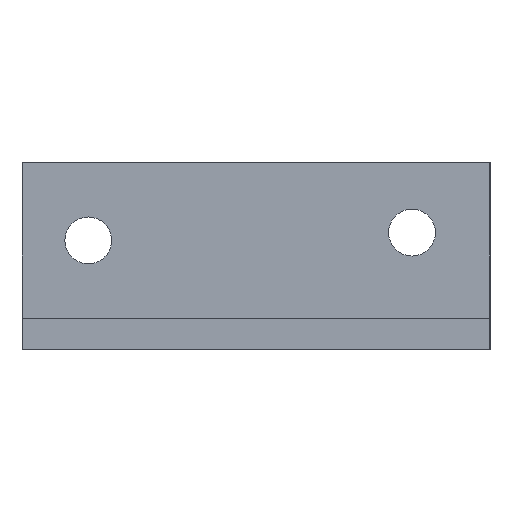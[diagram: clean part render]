
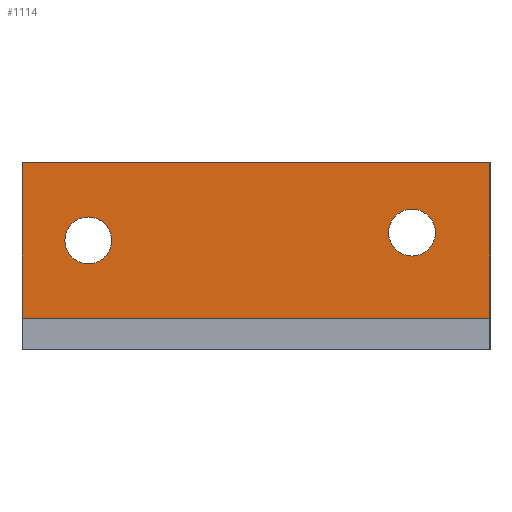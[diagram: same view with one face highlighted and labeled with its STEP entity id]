
A CAD part, left-side view. The second image highlights one B-rep face of the part: STEP entity #1114.
In plain terms, the highlighted planar face has unit normal (-1, 0, 0).
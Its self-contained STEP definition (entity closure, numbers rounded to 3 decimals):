
#94 = PLANE('',#95);
#95 = AXIS2_PLACEMENT_3D('',#96,#97,#98);
#96 = CARTESIAN_POINT('',(-65.,0.,4.));
#97 = DIRECTION('',(0.,0.,1.));
#98 = DIRECTION('',(-1.,0.,0.));
#142 = VERTEX_POINT('',#143);
#143 = CARTESIAN_POINT('',(-65.,0.,4.));
#157 = PLANE('',#158);
#158 = AXIS2_PLACEMENT_3D('',#159,#160,#161);
#159 = CARTESIAN_POINT('',(85.1,0.,0.));
#160 = DIRECTION('',(0.,-1.,0.));
#161 = DIRECTION('',(-1.,0.,0.));
#169 = EDGE_CURVE('',#142,#170,#172,.T.);
#170 = VERTEX_POINT('',#171);
#171 = CARTESIAN_POINT('',(-65.,60.,4.));
#172 = SURFACE_CURVE('',#173,(#177,#184),.PCURVE_S1.);
#173 = LINE('',#174,#175);
#174 = CARTESIAN_POINT('',(-65.,0.,4.));
#175 = VECTOR('',#176,1.);
#176 = DIRECTION('',(0.,1.,0.));
#177 = PCURVE('',#94,#178);
#178 = DEFINITIONAL_REPRESENTATION('',(#179),#183);
#179 = LINE('',#180,#181);
#180 = CARTESIAN_POINT('',(0.,0.));
#181 = VECTOR('',#182,1.);
#182 = DIRECTION('',(0.,-1.));
#183 = ( GEOMETRIC_REPRESENTATION_CONTEXT(2) 
PARAMETRIC_REPRESENTATION_CONTEXT() REPRESENTATION_CONTEXT('2D SPACE',''
  ) );
#184 = PCURVE('',#185,#190);
#185 = PLANE('',#186);
#186 = AXIS2_PLACEMENT_3D('',#187,#188,#189);
#187 = CARTESIAN_POINT('',(-65.,0.,25.));
#188 = DIRECTION('',(-1.,0.,0.));
#189 = DIRECTION('',(0.,0.,-1.));
#190 = DEFINITIONAL_REPRESENTATION('',(#191),#195);
#191 = LINE('',#192,#193);
#192 = CARTESIAN_POINT('',(21.,0.));
#193 = VECTOR('',#194,1.);
#194 = DIRECTION('',(0.,-1.));
#195 = ( GEOMETRIC_REPRESENTATION_CONTEXT(2) 
PARAMETRIC_REPRESENTATION_CONTEXT() REPRESENTATION_CONTEXT('2D SPACE',''
  ) );
#210 = PLANE('',#211);
#211 = AXIS2_PLACEMENT_3D('',#212,#213,#214);
#212 = CARTESIAN_POINT('',(-85.1,60.,0.));
#213 = DIRECTION('',(0.,1.,0.));
#214 = DIRECTION('',(1.,0.,0.));
#994 = VERTEX_POINT('',#995);
#995 = CARTESIAN_POINT('',(-65.,0.,24.));
#1009 = PLANE('',#1010);
#1010 = AXIS2_PLACEMENT_3D('',#1011,#1012,#1013);
#1011 = CARTESIAN_POINT('',(-61.,20.,24.));
#1012 = DIRECTION('',(0.,0.,1.));
#1013 = DIRECTION('',(1.,0.,0.));
#1021 = EDGE_CURVE('',#994,#142,#1022,.T.);
#1022 = SURFACE_CURVE('',#1023,(#1027,#1034),.PCURVE_S1.);
#1023 = LINE('',#1024,#1025);
#1024 = CARTESIAN_POINT('',(-65.,0.,25.));
#1025 = VECTOR('',#1026,1.);
#1026 = DIRECTION('',(0.,0.,-1.));
#1027 = PCURVE('',#157,#1028);
#1028 = DEFINITIONAL_REPRESENTATION('',(#1029),#1033);
#1029 = LINE('',#1030,#1031);
#1030 = CARTESIAN_POINT('',(150.1,-25.));
#1031 = VECTOR('',#1032,1.);
#1032 = DIRECTION('',(0.,1.));
#1033 = ( GEOMETRIC_REPRESENTATION_CONTEXT(2) 
PARAMETRIC_REPRESENTATION_CONTEXT() REPRESENTATION_CONTEXT('2D SPACE',''
  ) );
#1034 = PCURVE('',#185,#1035);
#1035 = DEFINITIONAL_REPRESENTATION('',(#1036),#1040);
#1036 = LINE('',#1037,#1038);
#1037 = CARTESIAN_POINT('',(0.,0.));
#1038 = VECTOR('',#1039,1.);
#1039 = DIRECTION('',(1.,0.));
#1040 = ( GEOMETRIC_REPRESENTATION_CONTEXT(2) 
PARAMETRIC_REPRESENTATION_CONTEXT() REPRESENTATION_CONTEXT('2D SPACE',''
  ) );
#1048 = EDGE_CURVE('',#170,#1049,#1051,.T.);
#1049 = VERTEX_POINT('',#1050);
#1050 = CARTESIAN_POINT('',(-65.,60.,24.));
#1051 = SURFACE_CURVE('',#1052,(#1056,#1062),.PCURVE_S1.);
#1052 = LINE('',#1053,#1054);
#1053 = CARTESIAN_POINT('',(-65.,60.,12.5));
#1054 = VECTOR('',#1055,1.);
#1055 = DIRECTION('',(0.,0.,1.));
#1056 = PCURVE('',#210,#1057);
#1057 = DEFINITIONAL_REPRESENTATION('',(#1058),#1061);
#1058 = B_SPLINE_CURVE_WITH_KNOTS('',1,(#1059,#1060),.UNSPECIFIED.,.F.,
  .F.,(2,2),(-8.5,11.5),.PIECEWISE_BEZIER_KNOTS.);
#1059 = CARTESIAN_POINT('',(20.1,-4.));
#1060 = CARTESIAN_POINT('',(20.1,-24.));
#1061 = ( GEOMETRIC_REPRESENTATION_CONTEXT(2) 
PARAMETRIC_REPRESENTATION_CONTEXT() REPRESENTATION_CONTEXT('2D SPACE',''
  ) );
#1062 = PCURVE('',#185,#1063);
#1063 = DEFINITIONAL_REPRESENTATION('',(#1064),#1067);
#1064 = B_SPLINE_CURVE_WITH_KNOTS('',1,(#1065,#1066),.UNSPECIFIED.,.F.,
  .F.,(2,2),(-8.5,11.5),.PIECEWISE_BEZIER_KNOTS.);
#1065 = CARTESIAN_POINT('',(21.,-60.));
#1066 = CARTESIAN_POINT('',(1.,-60.));
#1067 = ( GEOMETRIC_REPRESENTATION_CONTEXT(2) 
PARAMETRIC_REPRESENTATION_CONTEXT() REPRESENTATION_CONTEXT('2D SPACE',''
  ) );
#1114 = ADVANCED_FACE('',(#1115,#1150,#1185),#185,.T.);
#1115 = FACE_BOUND('',#1116,.T.);
#1116 = EDGE_LOOP('',(#1117));
#1117 = ORIENTED_EDGE('',*,*,#1118,.T.);
#1118 = EDGE_CURVE('',#1119,#1119,#1121,.T.);
#1119 = VERTEX_POINT('',#1120);
#1120 = CARTESIAN_POINT('',(-65.,13.,15.));
#1121 = SURFACE_CURVE('',#1122,(#1127,#1138),.PCURVE_S1.);
#1122 = CIRCLE('',#1123,3.);
#1123 = AXIS2_PLACEMENT_3D('',#1124,#1125,#1126);
#1124 = CARTESIAN_POINT('',(-65.,10.,15.));
#1125 = DIRECTION('',(1.,0.,-0.));
#1126 = DIRECTION('',(0.,0.,1.));
#1127 = PCURVE('',#185,#1128);
#1128 = DEFINITIONAL_REPRESENTATION('',(#1129),#1137);
#1129 = ( BOUNDED_CURVE() B_SPLINE_CURVE(2,(#1130,#1131,#1132,#1133,
#1134,#1135,#1136),.UNSPECIFIED.,.T.,.F.) B_SPLINE_CURVE_WITH_KNOTS((1,2
    ,2,2,2,1),(-2.094,0.,2.094,4.189,
6.283,8.378),.UNSPECIFIED.) CURVE() 
GEOMETRIC_REPRESENTATION_ITEM() RATIONAL_B_SPLINE_CURVE((1.,0.5,1.,0.5,
1.,0.5,1.)) REPRESENTATION_ITEM('') );
#1130 = CARTESIAN_POINT('',(7.,-10.));
#1131 = CARTESIAN_POINT('',(7.,-4.804));
#1132 = CARTESIAN_POINT('',(11.5,-7.402));
#1133 = CARTESIAN_POINT('',(16.,-10.));
#1134 = CARTESIAN_POINT('',(11.5,-12.598));
#1135 = CARTESIAN_POINT('',(7.,-15.196));
#1136 = CARTESIAN_POINT('',(7.,-10.));
#1137 = ( GEOMETRIC_REPRESENTATION_CONTEXT(2) 
PARAMETRIC_REPRESENTATION_CONTEXT() REPRESENTATION_CONTEXT('2D SPACE',''
  ) );
#1138 = PCURVE('',#1139,#1144);
#1139 = CYLINDRICAL_SURFACE('',#1140,3.);
#1140 = AXIS2_PLACEMENT_3D('',#1141,#1142,#1143);
#1141 = CARTESIAN_POINT('',(65.,10.,15.));
#1142 = DIRECTION('',(1.,0.,0.));
#1143 = DIRECTION('',(0.,1.,0.));
#1144 = DEFINITIONAL_REPRESENTATION('',(#1145),#1149);
#1145 = LINE('',#1146,#1147);
#1146 = CARTESIAN_POINT('',(-4.712,-130.));
#1147 = VECTOR('',#1148,1.);
#1148 = DIRECTION('',(1.,0.));
#1149 = ( GEOMETRIC_REPRESENTATION_CONTEXT(2) 
PARAMETRIC_REPRESENTATION_CONTEXT() REPRESENTATION_CONTEXT('2D SPACE',''
  ) );
#1150 = FACE_BOUND('',#1151,.T.);
#1151 = EDGE_LOOP('',(#1152));
#1152 = ORIENTED_EDGE('',*,*,#1153,.T.);
#1153 = EDGE_CURVE('',#1154,#1154,#1156,.T.);
#1154 = VERTEX_POINT('',#1155);
#1155 = CARTESIAN_POINT('',(-65.,54.5,14.));
#1156 = SURFACE_CURVE('',#1157,(#1162,#1173),.PCURVE_S1.);
#1157 = CIRCLE('',#1158,3.);
#1158 = AXIS2_PLACEMENT_3D('',#1159,#1160,#1161);
#1159 = CARTESIAN_POINT('',(-65.,51.5,14.));
#1160 = DIRECTION('',(1.,0.,-0.));
#1161 = DIRECTION('',(0.,0.,1.));
#1162 = PCURVE('',#185,#1163);
#1163 = DEFINITIONAL_REPRESENTATION('',(#1164),#1172);
#1164 = ( BOUNDED_CURVE() B_SPLINE_CURVE(2,(#1165,#1166,#1167,#1168,
#1169,#1170,#1171),.UNSPECIFIED.,.F.,.F.) B_SPLINE_CURVE_WITH_KNOTS((1,2
    ,2,2,2,1),(-2.094,0.,2.094,4.189,
6.283,8.378),.UNSPECIFIED.) CURVE() 
GEOMETRIC_REPRESENTATION_ITEM() RATIONAL_B_SPLINE_CURVE((1.,0.5,1.,0.5,
1.,0.5,1.)) REPRESENTATION_ITEM('') );
#1165 = CARTESIAN_POINT('',(8.,-51.5));
#1166 = CARTESIAN_POINT('',(8.,-46.304));
#1167 = CARTESIAN_POINT('',(12.5,-48.902));
#1168 = CARTESIAN_POINT('',(17.,-51.5));
#1169 = CARTESIAN_POINT('',(12.5,-54.098));
#1170 = CARTESIAN_POINT('',(8.,-56.696));
#1171 = CARTESIAN_POINT('',(8.,-51.5));
#1172 = ( GEOMETRIC_REPRESENTATION_CONTEXT(2) 
PARAMETRIC_REPRESENTATION_CONTEXT() REPRESENTATION_CONTEXT('2D SPACE',''
  ) );
#1173 = PCURVE('',#1174,#1179);
#1174 = CYLINDRICAL_SURFACE('',#1175,3.);
#1175 = AXIS2_PLACEMENT_3D('',#1176,#1177,#1178);
#1176 = CARTESIAN_POINT('',(65.,51.5,14.));
#1177 = DIRECTION('',(1.,0.,0.));
#1178 = DIRECTION('',(0.,1.,0.));
#1179 = DEFINITIONAL_REPRESENTATION('',(#1180),#1184);
#1180 = LINE('',#1181,#1182);
#1181 = CARTESIAN_POINT('',(-4.712,-130.));
#1182 = VECTOR('',#1183,1.);
#1183 = DIRECTION('',(1.,0.));
#1184 = ( GEOMETRIC_REPRESENTATION_CONTEXT(2) 
PARAMETRIC_REPRESENTATION_CONTEXT() REPRESENTATION_CONTEXT('2D SPACE',''
  ) );
#1185 = FACE_BOUND('',#1186,.T.);
#1186 = EDGE_LOOP('',(#1187,#1188,#1189,#1190));
#1187 = ORIENTED_EDGE('',*,*,#1048,.F.);
#1188 = ORIENTED_EDGE('',*,*,#169,.F.);
#1189 = ORIENTED_EDGE('',*,*,#1021,.F.);
#1190 = ORIENTED_EDGE('',*,*,#1191,.F.);
#1191 = EDGE_CURVE('',#1049,#994,#1192,.T.);
#1192 = SURFACE_CURVE('',#1193,(#1197,#1203),.PCURVE_S1.);
#1193 = LINE('',#1194,#1195);
#1194 = CARTESIAN_POINT('',(-65.,10.,24.));
#1195 = VECTOR('',#1196,1.);
#1196 = DIRECTION('',(0.,-1.,0.));
#1197 = PCURVE('',#185,#1198);
#1198 = DEFINITIONAL_REPRESENTATION('',(#1199),#1202);
#1199 = B_SPLINE_CURVE_WITH_KNOTS('',1,(#1200,#1201),.UNSPECIFIED.,.F.,
  .F.,(2,2),(-50.,10.),.PIECEWISE_BEZIER_KNOTS.);
#1200 = CARTESIAN_POINT('',(1.,-60.));
#1201 = CARTESIAN_POINT('',(1.,0.));
#1202 = ( GEOMETRIC_REPRESENTATION_CONTEXT(2) 
PARAMETRIC_REPRESENTATION_CONTEXT() REPRESENTATION_CONTEXT('2D SPACE',''
  ) );
#1203 = PCURVE('',#1009,#1204);
#1204 = DEFINITIONAL_REPRESENTATION('',(#1205),#1208);
#1205 = B_SPLINE_CURVE_WITH_KNOTS('',1,(#1206,#1207),.UNSPECIFIED.,.F.,
  .F.,(2,2),(-50.,10.),.PIECEWISE_BEZIER_KNOTS.);
#1206 = CARTESIAN_POINT('',(-4.,40.));
#1207 = CARTESIAN_POINT('',(-4.,-20.));
#1208 = ( GEOMETRIC_REPRESENTATION_CONTEXT(2) 
PARAMETRIC_REPRESENTATION_CONTEXT() REPRESENTATION_CONTEXT('2D SPACE',''
  ) );
